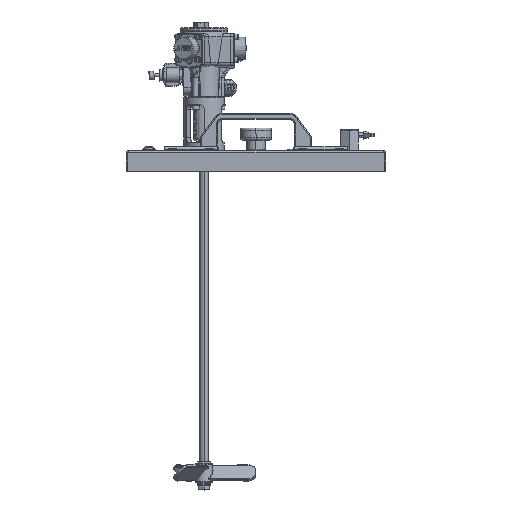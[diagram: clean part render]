
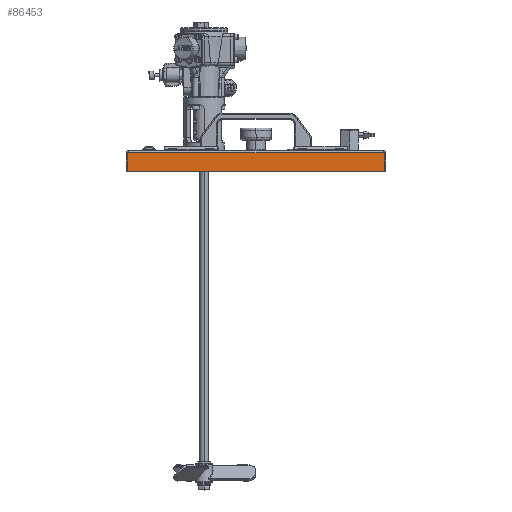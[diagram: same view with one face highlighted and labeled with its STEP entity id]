
A CAD part, top view. The second image highlights one B-rep face of the part: STEP entity #86453.
In plain terms, the highlighted planar face has unit normal (0, 0, 1).
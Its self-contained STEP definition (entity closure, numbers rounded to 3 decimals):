
#239 = EDGE_CURVE ( 'NONE', #68367, #12333, #66987, .T. ) ;
#724 = VECTOR ( 'NONE', #16640, 1000. ) ;
#1812 = ORIENTED_EDGE ( 'NONE', *, *, #239, .F. ) ;
#3824 = VERTEX_POINT ( 'NONE', #71367 ) ;
#5315 = DIRECTION ( 'NONE',  ( 0., 1., 0. ) ) ;
#7058 = CARTESIAN_POINT ( 'NONE',  ( 123.329, -18.4, 96. ) ) ;
#7460 = LINE ( 'NONE', #45862, #29114 ) ;
#8420 = DIRECTION ( 'NONE',  ( 0., -1., 0. ) ) ;
#12333 = VERTEX_POINT ( 'NONE', #56773 ) ;
#12866 = EDGE_CURVE ( 'NONE', #3824, #68367, #97463, .T. ) ;
#16202 = VECTOR ( 'NONE', #92522, 1000. ) ;
#16640 = DIRECTION ( 'NONE',  ( 0., -1., 0. ) ) ;
#18531 = EDGE_CURVE ( 'NONE', #76330, #12333, #7460, .T. ) ;
#29114 = VECTOR ( 'NONE', #8420, 1000. ) ;
#40695 = CARTESIAN_POINT ( 'NONE',  ( -123.329, -0.737, 96. ) ) ;
#41289 = LINE ( 'NONE', #63957, #16202 ) ;
#41304 = CARTESIAN_POINT ( 'NONE',  ( -122.663, 0., 96. ) ) ;
#45862 = CARTESIAN_POINT ( 'NONE',  ( -123.329, -0.737, 96. ) ) ;
#46708 = CARTESIAN_POINT ( 'NONE',  ( 123.329, -0.737, 96. ) ) ;
#48266 = ORIENTED_EDGE ( 'NONE', *, *, #79566, .T. ) ;
#54682 = AXIS2_PLACEMENT_3D ( 'NONE', #41304, #65410, #5315 ) ;
#56773 = CARTESIAN_POINT ( 'NONE',  ( -123.329, -18.4, 96. ) ) ;
#59101 = CARTESIAN_POINT ( 'NONE',  ( -122.663, -18.4, 96. ) ) ;
#62361 = VECTOR ( 'NONE', #80808, 1000. ) ;
#63313 = ORIENTED_EDGE ( 'NONE', *, *, #18531, .T. ) ;
#63957 = CARTESIAN_POINT ( 'NONE',  ( -122.663, -0.737, 96. ) ) ;
#65410 = DIRECTION ( 'NONE',  ( 0., 0., 1. ) ) ;
#66987 = LINE ( 'NONE', #59101, #62361 ) ;
#68367 = VERTEX_POINT ( 'NONE', #7058 ) ;
#71367 = CARTESIAN_POINT ( 'NONE',  ( 123.329, -0.737, 96. ) ) ;
#73263 = PLANE ( 'NONE',  #54682 ) ;
#76330 = VERTEX_POINT ( 'NONE', #40695 ) ;
#79566 = EDGE_CURVE ( 'NONE', #3824, #76330, #41289, .T. ) ;
#80808 = DIRECTION ( 'NONE',  ( -1., 0., 0. ) ) ;
#86440 = EDGE_LOOP ( 'NONE', ( #1812, #88806, #48266, #63313 ) ) ;
#86453 = ADVANCED_FACE ( 'NONE', ( #86605 ), #73263, .T. ) ;
#86605 = FACE_OUTER_BOUND ( 'NONE', #86440, .T. ) ;
#88806 = ORIENTED_EDGE ( 'NONE', *, *, #12866, .F. ) ;
#92522 = DIRECTION ( 'NONE',  ( -1., 0., 0. ) ) ;
#97463 = LINE ( 'NONE', #46708, #724 ) ;
